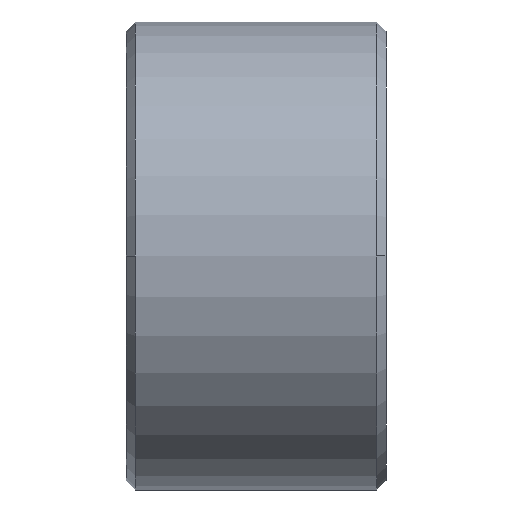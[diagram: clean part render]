
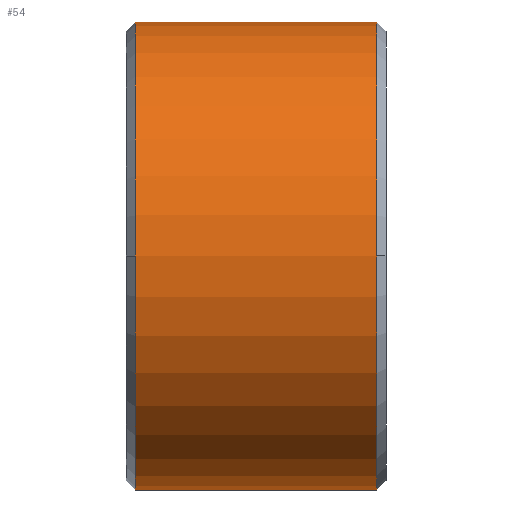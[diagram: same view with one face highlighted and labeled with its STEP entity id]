
A CAD part, front view. The second image highlights one B-rep face of the part: STEP entity #54.
In plain terms, the highlighted cylindrical face has radius 22.5 mm (diameter 45 mm), a partial arc.
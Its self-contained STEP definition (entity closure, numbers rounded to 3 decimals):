
#54=ADVANCED_FACE('',(#108),#109,.T.);
#108=FACE_OUTER_BOUND('',#159,.T.);
#109=CYLINDRICAL_SURFACE('',#160,22.5);
#159=EDGE_LOOP('',(#247,#248,#249,#250,#251,#252));
#160=AXIS2_PLACEMENT_3D('',#253,#254,#255);
#247=ORIENTED_EDGE('',*,*,#329,.T.);
#248=ORIENTED_EDGE('',*,*,#326,.T.);
#249=ORIENTED_EDGE('',*,*,#334,.T.);
#250=ORIENTED_EDGE('',*,*,#331,.T.);
#251=ORIENTED_EDGE('',*,*,#335,.T.);
#252=ORIENTED_EDGE('',*,*,#320,.T.);
#253=CARTESIAN_POINT('',(12.5,0.0,0.0));
#254=DIRECTION('',(1.0,0.0,0.0));
#255=DIRECTION('',(0.0,0.0,-1.0));
#320=EDGE_CURVE('',#378,#376,#379,.T.);
#326=EDGE_CURVE('',#389,#387,#390,.T.);
#329=EDGE_CURVE('',#376,#389,#393,.T.);
#331=EDGE_CURVE('',#396,#394,#397,.T.);
#334=EDGE_CURVE('',#387,#396,#400,.T.);
#335=EDGE_CURVE('',#394,#378,#401,.T.);
#376=VERTEX_POINT('',#449);
#378=VERTEX_POINT('',#451);
#379=CIRCLE('',#452,22.5);
#387=VERTEX_POINT('',#462);
#389=VERTEX_POINT('',#465);
#390=CIRCLE('',#466,22.5);
#393=LINE('',#469,#470);
#394=VERTEX_POINT('',#471);
#396=VERTEX_POINT('',#473);
#397=LINE('',#474,#475);
#400=CIRCLE('',#478,22.5);
#401=CIRCLE('',#479,22.5);
#449=CARTESIAN_POINT('',(0.9,0.,-22.5));
#451=CARTESIAN_POINT('',(0.9,-22.5,0.));
#452=AXIS2_PLACEMENT_3D('',#522,#523,#524);
#462=CARTESIAN_POINT('',(24.1,-22.5,0.));
#465=CARTESIAN_POINT('',(24.1,0.,-22.5));
#466=AXIS2_PLACEMENT_3D('',#531,#532,#533);
#469=CARTESIAN_POINT('',(12.5,0.,-22.5));
#470=VECTOR('',#537,1.0);
#471=CARTESIAN_POINT('',(0.9,0.,22.5));
#473=CARTESIAN_POINT('',(24.1,0.,22.5));
#474=CARTESIAN_POINT('',(12.5,0.,22.5));
#475=VECTOR('',#541,1.0);
#478=AXIS2_PLACEMENT_3D('',#545,#546,#547);
#479=AXIS2_PLACEMENT_3D('',#548,#549,#550);
#522=CARTESIAN_POINT('',(0.9,0.0,0.0));
#523=DIRECTION('',(1.0,0.0,0.));
#524=DIRECTION('',(0.,0.0,-1.0));
#531=CARTESIAN_POINT('',(24.1,0.0,0.0));
#532=DIRECTION('',(-1.0,0.0,0.));
#533=DIRECTION('',(0.,0.0,-1.0));
#537=DIRECTION('',(1.0,0.0,0.0));
#541=DIRECTION('',(-1.0,-0.0,-0.0));
#545=CARTESIAN_POINT('',(24.1,0.0,0.0));
#546=DIRECTION('',(-1.0,0.0,0.));
#547=DIRECTION('',(0.,0.0,-1.0));
#548=CARTESIAN_POINT('',(0.9,0.0,0.0));
#549=DIRECTION('',(1.0,0.0,0.));
#550=DIRECTION('',(0.,0.0,-1.0));
